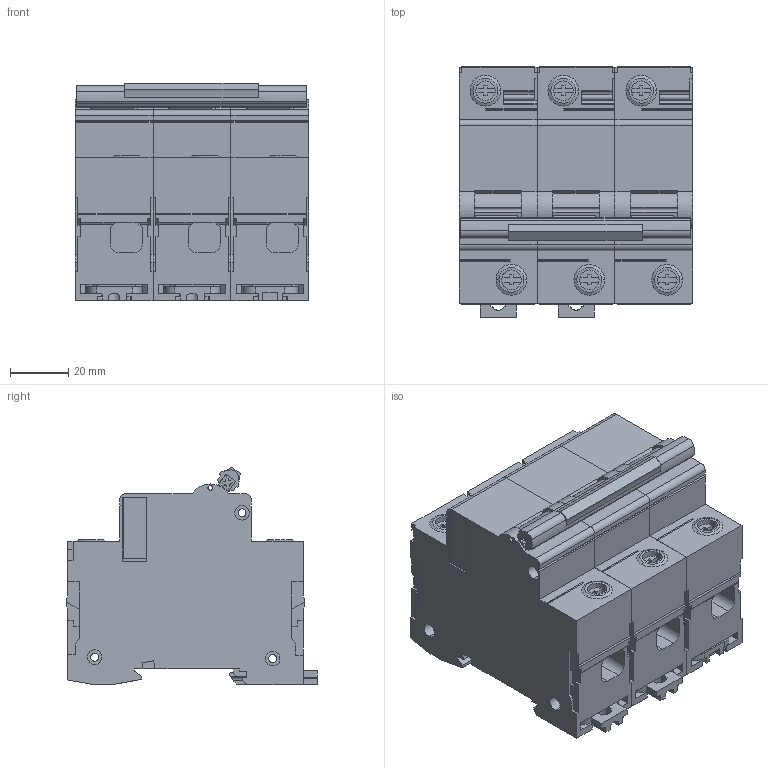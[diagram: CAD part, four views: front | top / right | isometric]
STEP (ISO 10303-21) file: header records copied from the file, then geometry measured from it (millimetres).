
FILE_DESCRIPTION((''),'2;1');
FILE_NAME('SB101054_3D-SIMPLIFIED_ASM','2011-10-04T',('quickadmin'),(''),'PRO/ENGINEER BY PARAMETRIC TECHNOLOGY CORPORATION, 2006170','PRO/ENGINEER BY PARAMETRIC TECHNOLOGY CORPORATION, 2006170','');
FILE_SCHEMA(('CONFIG_CONTROL_DESIGN'));
Length unit declared in the file: millimetre
Products named in the file (9): COQUE; VIS_6D75; MANETTE; COQUE_ASM; CLIP_LARGE; EXTENSION_MANETTES_3P; PLAQUE; CLIP_LARGE_02; SB101054_3D-SIMPLIFIED_ASM
Assembly tree (13 placements, depth 3):
  SB101054_3D-SIMPLIFIED_ASM
    COQUE_ASM  x3
      COQUE
      VIS_6D75
      MANETTE
    CLIP_LARGE  x2
    EXTENSION_MANETTES_3P
    PLAQUE  x2
    CLIP_LARGE_02
Bounding box: 80.1 x 85.9 x 74.64 mm (x, y, z)
Volume: 345459.2 mm3; surface area: 77675.1 mm2
Topology: 18 solids, 18 shells, 1286 faces, 3627 edges, 2418 vertices
Faces by surface type: plane 1027, cylinder 247, cone 12
Entity records: 16765 total; most frequent: CARTESIAN_POINT 3030, ORIENTED_EDGE 2886, DIRECTION 2731, EDGE_CURVE 1443, VECTOR 1207, LINE 1207, VERTEX_POINT 962, AXIS2_PLACEMENT_3D 762
